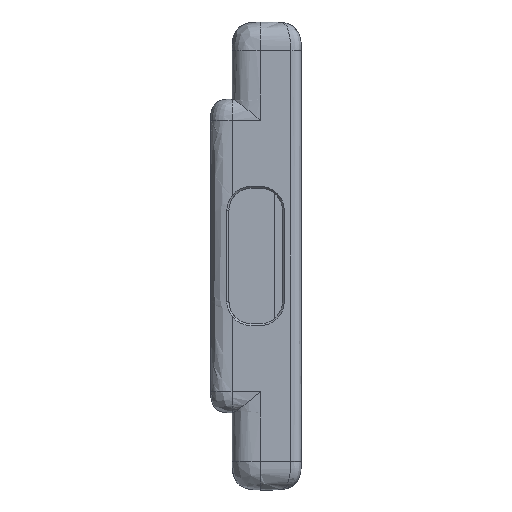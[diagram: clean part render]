
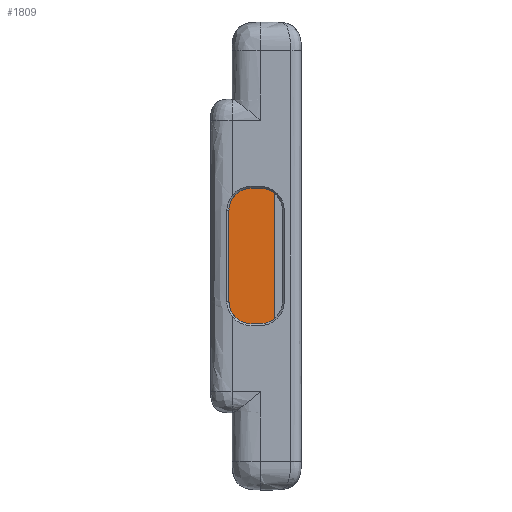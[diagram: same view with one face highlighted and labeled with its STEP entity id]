
A CAD part, left-side view. The second image highlights one B-rep face of the part: STEP entity #1809.
In plain terms, the highlighted planar face has unit normal (-1, 0, 0).
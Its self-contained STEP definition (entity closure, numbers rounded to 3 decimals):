
#807 = CARTESIAN_POINT ( 'NONE',  ( 27.9, 0., 0. ) ) ;
#1139 = DIRECTION ( 'NONE',  ( 0., -0.707, -0.707 ) ) ;
#1410 = CARTESIAN_POINT ( 'NONE',  ( 27.9, 7.284, 7.284 ) ) ;
#1809 = ADVANCED_FACE ( 'NONE', ( #8692 ), #13629, .F. ) ;
#1952 = CARTESIAN_POINT ( 'NONE',  ( 27.9, 4.718, -9.85 ) ) ;
#2364 = EDGE_LOOP ( 'NONE', ( #7647, #9135, #3152, #14568, #12658, #14910 ) ) ;
#3152 = ORIENTED_EDGE ( 'NONE', *, *, #10316, .F. ) ;
#3245 = DIRECTION ( 'NONE',  ( 0., 0., -1. ) ) ;
#3597 = LINE ( 'NONE', #7360, #12599 ) ;
#4494 = CARTESIAN_POINT ( 'NONE',  ( 27.9, 4.718, 9.85 ) ) ;
#4839 = DIRECTION ( 'NONE',  ( 1., 0., 0. ) ) ;
#4858 = DIRECTION ( 'NONE',  ( 0., -1., 0. ) ) ;
#5148 = AXIS2_PLACEMENT_3D ( 'NONE', #807, #4839, #3245 ) ;
#5249 = CARTESIAN_POINT ( 'NONE',  ( 27.9, 1.9, 8.988 ) ) ;
#5548 = LINE ( 'NONE', #14342, #14889 ) ;
#5553 = VECTOR ( 'NONE', #13035, 1000. ) ;
#5716 = VECTOR ( 'NONE', #9436, 1000. ) ;
#6340 = CARTESIAN_POINT ( 'NONE',  ( 27.9, 1.9, -9.85 ) ) ;
#6546 = EDGE_CURVE ( 'NONE', #13932, #14594, #7754, .T. ) ;
#7019 = EDGE_CURVE ( 'NONE', #13673, #10047, #3597, .T. ) ;
#7360 = CARTESIAN_POINT ( 'NONE',  ( 27.9, 0., 9.85 ) ) ;
#7647 = ORIENTED_EDGE ( 'NONE', *, *, #13389, .F. ) ;
#7754 = LINE ( 'NONE', #11456, #9915 ) ;
#8149 = VERTEX_POINT ( 'NONE', #6340 ) ;
#8692 = FACE_OUTER_BOUND ( 'NONE', #2364, .T. ) ;
#9135 = ORIENTED_EDGE ( 'NONE', *, *, #7019, .F. ) ;
#9190 = LINE ( 'NONE', #5249, #5716 ) ;
#9392 = CARTESIAN_POINT ( 'NONE',  ( 27.9, 5.58, 8.988 ) ) ;
#9436 = DIRECTION ( 'NONE',  ( 0., 0., -1. ) ) ;
#9870 = CARTESIAN_POINT ( 'NONE',  ( 27.9, 1.9, 9.85 ) ) ;
#9915 = VECTOR ( 'NONE', #1139, 1000. ) ;
#9947 = VECTOR ( 'NONE', #16435, 1000. ) ;
#9981 = LINE ( 'NONE', #1410, #9947 ) ;
#10047 = VERTEX_POINT ( 'NONE', #9870 ) ;
#10316 = EDGE_CURVE ( 'NONE', #13705, #13673, #9981, .T. ) ;
#10447 = LINE ( 'NONE', #15558, #5553 ) ;
#11456 = CARTESIAN_POINT ( 'NONE',  ( 27.9, 7.284, -7.284 ) ) ;
#12599 = VECTOR ( 'NONE', #4858, 1000. ) ;
#12658 = ORIENTED_EDGE ( 'NONE', *, *, #6546, .T. ) ;
#13035 = DIRECTION ( 'NONE',  ( 0., -1., 0. ) ) ;
#13389 = EDGE_CURVE ( 'NONE', #10047, #8149, #9190, .T. ) ;
#13629 = PLANE ( 'NONE',  #5148 ) ;
#13673 = VERTEX_POINT ( 'NONE', #4494 ) ;
#13705 = VERTEX_POINT ( 'NONE', #9392 ) ;
#13932 = VERTEX_POINT ( 'NONE', #15905 ) ;
#14109 = EDGE_CURVE ( 'NONE', #14594, #8149, #10447, .T. ) ;
#14342 = CARTESIAN_POINT ( 'NONE',  ( 27.9, 5.58, 0. ) ) ;
#14419 = DIRECTION ( 'NONE',  ( 0., 0., 1. ) ) ;
#14568 = ORIENTED_EDGE ( 'NONE', *, *, #16169, .F. ) ;
#14594 = VERTEX_POINT ( 'NONE', #1952 ) ;
#14889 = VECTOR ( 'NONE', #14419, 1000. ) ;
#14910 = ORIENTED_EDGE ( 'NONE', *, *, #14109, .T. ) ;
#15558 = CARTESIAN_POINT ( 'NONE',  ( 27.9, 0., -9.85 ) ) ;
#15905 = CARTESIAN_POINT ( 'NONE',  ( 27.9, 5.58, -8.988 ) ) ;
#16169 = EDGE_CURVE ( 'NONE', #13932, #13705, #5548, .T. ) ;
#16435 = DIRECTION ( 'NONE',  ( 0., -0.707, 0.707 ) ) ;
